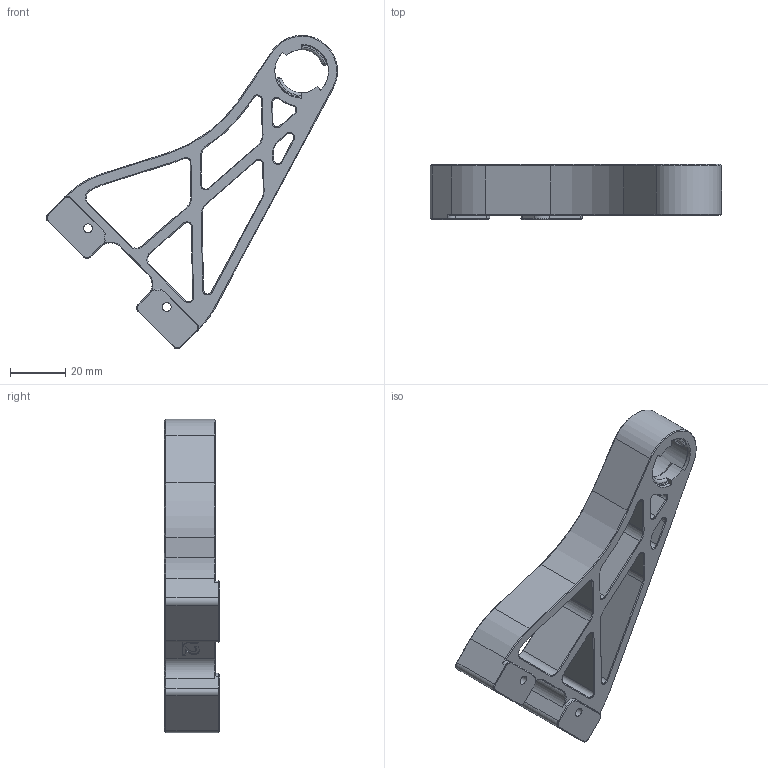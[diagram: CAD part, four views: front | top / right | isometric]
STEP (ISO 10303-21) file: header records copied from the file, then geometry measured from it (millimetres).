
FILE_DESCRIPTION(/* description */ (''),/* implementation_level */ '2;1');
FILE_NAME(/* name */ 'spool_holder_L-R2.stp',/* time_stamp */ '2023-07-03T10:57:43+02:00',/* author */ ('borek.rajtora'),/* organization */ (''),/* preprocessor_version */ 'ST-DEVELOPER v19',/* originating_system */ 'Autodesk Inventor 2023',/* authorisation */ '');
FILE_SCHEMA (('AUTOMOTIVE_DESIGN { 1 0 10303 214 3 1 1 }'));
Length unit declared in the file: millimetre
Products named in the file (1): spool_holder_R
Bounding box: 105.57 x 20 x 113.56 mm (x, y, z)
Volume: 43127.6 mm3; surface area: 21014.7 mm2
Topology: 1 solids, 1 shells, 367 faces, 911 edges, 549 vertices
Faces by surface type: plane 206, cone 81, cylinder 58, bspline 20, torus 2
Full cylindrical faces by diameter (mm): 3.3 x2, 20.15 x1
Entity records: 10899 total; most frequent: CARTESIAN_POINT 2160, ORIENTED_EDGE 1822, DIRECTION 1786, EDGE_CURVE 911, LINE 632, VECTOR 632, AXIS2_PLACEMENT_3D 577, VERTEX_POINT 549
